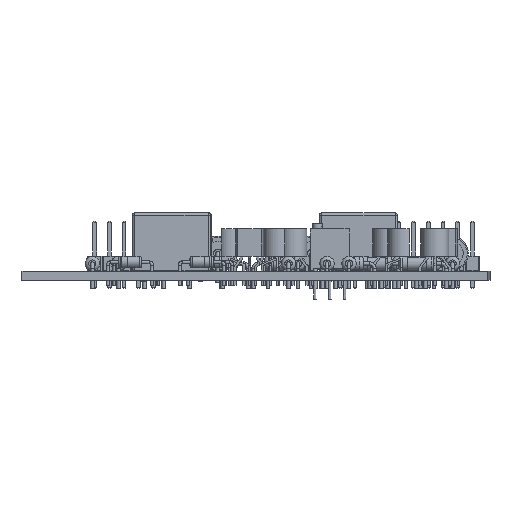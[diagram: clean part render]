
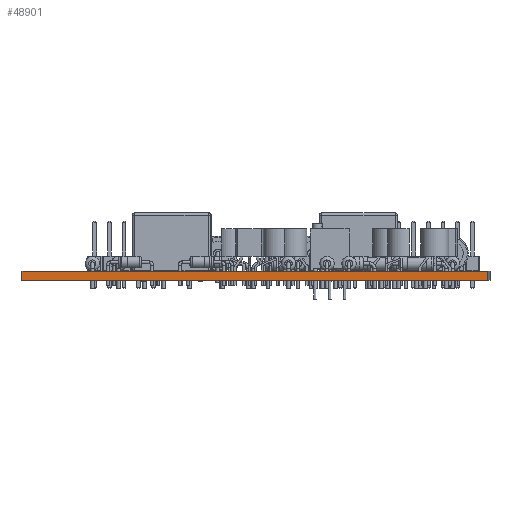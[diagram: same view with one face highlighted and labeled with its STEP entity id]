
A CAD part, front view. The second image highlights one B-rep face of the part: STEP entity #48901.
In plain terms, the highlighted planar face has unit normal (0, -1, 0).
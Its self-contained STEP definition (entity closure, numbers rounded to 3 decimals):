
#37687 = PLANE('',#37688);
#37688 = AXIS2_PLACEMENT_3D('',#37689,#37690,#37691);
#37689 = CARTESIAN_POINT('',(-40.45,-52.896,0.));
#37690 = DIRECTION('',(-1.,0.001,0.));
#37691 = DIRECTION('',(0.001,1.,0.));
#37715 = PLANE('',#37716);
#37716 = AXIS2_PLACEMENT_3D('',#37717,#37718,#37719);
#37717 = CARTESIAN_POINT('',(-0.063,0.036,1.6)
  );
#37718 = DIRECTION('',(-0.,-0.,-1.));
#37719 = DIRECTION('',(-1.,0.,0.));
#37743 = PLANE('',#37744);
#37744 = AXIS2_PLACEMENT_3D('',#37745,#37746,#37747);
#37745 = CARTESIAN_POINT('',(40.45,52.896,0.));
#37746 = DIRECTION('',(1.,-0.004,0.));
#37747 = DIRECTION('',(-0.004,-1.,0.));
#37769 = PLANE('',#37770);
#37770 = AXIS2_PLACEMENT_3D('',#37771,#37772,#37773);
#37771 = CARTESIAN_POINT('',(-0.063,0.036,0.));
#37772 = DIRECTION('',(-0.,-0.,-1.));
#37773 = DIRECTION('',(-1.,0.,0.));
#37784 = EDGE_CURVE('',#37785,#37787,#37789,.T.);
#37785 = VERTEX_POINT('',#37786);
#37786 = CARTESIAN_POINT('',(-40.45,-52.896,0.));
#37787 = VERTEX_POINT('',#37788);
#37788 = CARTESIAN_POINT('',(-40.45,-52.896,1.6));
#37789 = SURFACE_CURVE('',#37790,(#37794,#37801),.PCURVE_S1.);
#37790 = LINE('',#37791,#37792);
#37791 = CARTESIAN_POINT('',(-40.45,-52.896,0.));
#37792 = VECTOR('',#37793,1.);
#37793 = DIRECTION('',(0.,0.,1.));
#37794 = PCURVE('',#37687,#37795);
#37795 = DEFINITIONAL_REPRESENTATION('',(#37796),#37800);
#37796 = LINE('',#37797,#37798);
#37797 = CARTESIAN_POINT('',(0.,0.));
#37798 = VECTOR('',#37799,1.);
#37799 = DIRECTION('',(0.,-1.));
#37800 = ( GEOMETRIC_REPRESENTATION_CONTEXT(2) 
PARAMETRIC_REPRESENTATION_CONTEXT() REPRESENTATION_CONTEXT('2D SPACE',''
  ) );
#37801 = PCURVE('',#37802,#37807);
#37802 = PLANE('',#37803);
#37803 = AXIS2_PLACEMENT_3D('',#37804,#37805,#37806);
#37804 = CARTESIAN_POINT('',(40.069,-52.896,0.));
#37805 = DIRECTION('',(0.,-1.,0.));
#37806 = DIRECTION('',(-1.,0.,0.));
#37807 = DEFINITIONAL_REPRESENTATION('',(#37808),#37812);
#37808 = LINE('',#37809,#37810);
#37809 = CARTESIAN_POINT('',(80.518,0.));
#37810 = VECTOR('',#37811,1.);
#37811 = DIRECTION('',(0.,-1.));
#37812 = ( GEOMETRIC_REPRESENTATION_CONTEXT(2) 
PARAMETRIC_REPRESENTATION_CONTEXT() REPRESENTATION_CONTEXT('2D SPACE',''
  ) );
#37862 = VERTEX_POINT('',#37863);
#37863 = CARTESIAN_POINT('',(40.069,-52.896,1.6));
#37884 = EDGE_CURVE('',#37885,#37862,#37887,.T.);
#37885 = VERTEX_POINT('',#37886);
#37886 = CARTESIAN_POINT('',(40.069,-52.896,0.));
#37887 = SURFACE_CURVE('',#37888,(#37892,#37899),.PCURVE_S1.);
#37888 = LINE('',#37889,#37890);
#37889 = CARTESIAN_POINT('',(40.069,-52.896,0.));
#37890 = VECTOR('',#37891,1.);
#37891 = DIRECTION('',(0.,0.,1.));
#37892 = PCURVE('',#37743,#37893);
#37893 = DEFINITIONAL_REPRESENTATION('',(#37894),#37898);
#37894 = LINE('',#37895,#37896);
#37895 = CARTESIAN_POINT('',(105.792,0.));
#37896 = VECTOR('',#37897,1.);
#37897 = DIRECTION('',(0.,-1.));
#37898 = ( GEOMETRIC_REPRESENTATION_CONTEXT(2) 
PARAMETRIC_REPRESENTATION_CONTEXT() REPRESENTATION_CONTEXT('2D SPACE',''
  ) );
#37899 = PCURVE('',#37802,#37900);
#37900 = DEFINITIONAL_REPRESENTATION('',(#37901),#37905);
#37901 = LINE('',#37902,#37903);
#37902 = CARTESIAN_POINT('',(0.,-0.));
#37903 = VECTOR('',#37904,1.);
#37904 = DIRECTION('',(0.,-1.));
#37905 = ( GEOMETRIC_REPRESENTATION_CONTEXT(2) 
PARAMETRIC_REPRESENTATION_CONTEXT() REPRESENTATION_CONTEXT('2D SPACE',''
  ) );
#37933 = EDGE_CURVE('',#37885,#37785,#37934,.T.);
#37934 = SURFACE_CURVE('',#37935,(#37939,#37946),.PCURVE_S1.);
#37935 = LINE('',#37936,#37937);
#37936 = CARTESIAN_POINT('',(40.069,-52.896,0.));
#37937 = VECTOR('',#37938,1.);
#37938 = DIRECTION('',(-1.,0.,0.));
#37939 = PCURVE('',#37769,#37940);
#37940 = DEFINITIONAL_REPRESENTATION('',(#37941),#37945);
#37941 = LINE('',#37942,#37943);
#37942 = CARTESIAN_POINT('',(-40.132,-52.932));
#37943 = VECTOR('',#37944,1.);
#37944 = DIRECTION('',(1.,0.));
#37945 = ( GEOMETRIC_REPRESENTATION_CONTEXT(2) 
PARAMETRIC_REPRESENTATION_CONTEXT() REPRESENTATION_CONTEXT('2D SPACE',''
  ) );
#37946 = PCURVE('',#37802,#37947);
#37947 = DEFINITIONAL_REPRESENTATION('',(#37948),#37952);
#37948 = LINE('',#37949,#37950);
#37949 = CARTESIAN_POINT('',(0.,-0.));
#37950 = VECTOR('',#37951,1.);
#37951 = DIRECTION('',(1.,0.));
#37952 = ( GEOMETRIC_REPRESENTATION_CONTEXT(2) 
PARAMETRIC_REPRESENTATION_CONTEXT() REPRESENTATION_CONTEXT('2D SPACE',''
  ) );
#43840 = EDGE_CURVE('',#37862,#37787,#43841,.T.);
#43841 = SURFACE_CURVE('',#43842,(#43846,#43853),.PCURVE_S1.);
#43842 = LINE('',#43843,#43844);
#43843 = CARTESIAN_POINT('',(40.069,-52.896,1.6));
#43844 = VECTOR('',#43845,1.);
#43845 = DIRECTION('',(-1.,0.,0.));
#43846 = PCURVE('',#37715,#43847);
#43847 = DEFINITIONAL_REPRESENTATION('',(#43848),#43852);
#43848 = LINE('',#43849,#43850);
#43849 = CARTESIAN_POINT('',(-40.132,-52.932));
#43850 = VECTOR('',#43851,1.);
#43851 = DIRECTION('',(1.,0.));
#43852 = ( GEOMETRIC_REPRESENTATION_CONTEXT(2) 
PARAMETRIC_REPRESENTATION_CONTEXT() REPRESENTATION_CONTEXT('2D SPACE',''
  ) );
#43853 = PCURVE('',#37802,#43854);
#43854 = DEFINITIONAL_REPRESENTATION('',(#43855),#43859);
#43855 = LINE('',#43856,#43857);
#43856 = CARTESIAN_POINT('',(0.,-1.6));
#43857 = VECTOR('',#43858,1.);
#43858 = DIRECTION('',(1.,0.));
#43859 = ( GEOMETRIC_REPRESENTATION_CONTEXT(2) 
PARAMETRIC_REPRESENTATION_CONTEXT() REPRESENTATION_CONTEXT('2D SPACE',''
  ) );
#48901 = ADVANCED_FACE('',(#48902),#37802,.T.);
#48902 = FACE_BOUND('',#48903,.T.);
#48903 = EDGE_LOOP('',(#48904,#48905,#48906,#48907));
#48904 = ORIENTED_EDGE('',*,*,#37884,.T.);
#48905 = ORIENTED_EDGE('',*,*,#43840,.T.);
#48906 = ORIENTED_EDGE('',*,*,#37784,.F.);
#48907 = ORIENTED_EDGE('',*,*,#37933,.F.);
